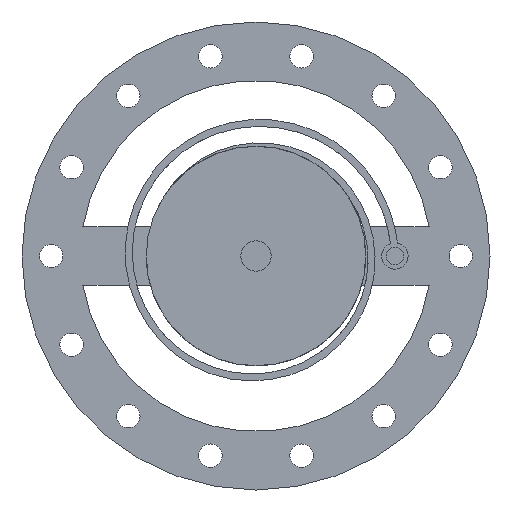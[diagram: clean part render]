
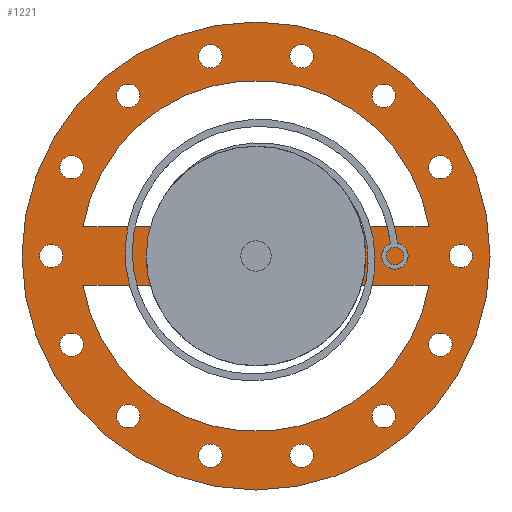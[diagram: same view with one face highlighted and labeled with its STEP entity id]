
A CAD part, front view. The second image highlights one B-rep face of the part: STEP entity #1221.
In plain terms, the highlighted planar face has unit normal (0, -1, 0).
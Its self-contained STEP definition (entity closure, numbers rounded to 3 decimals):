
#50=FACE_BOUND('',#248,.T.);
#51=FACE_BOUND('',#249,.T.);
#52=FACE_BOUND('',#250,.T.);
#53=FACE_BOUND('',#251,.T.);
#54=FACE_BOUND('',#252,.T.);
#55=FACE_BOUND('',#253,.T.);
#56=FACE_BOUND('',#254,.T.);
#57=FACE_BOUND('',#255,.T.);
#58=FACE_BOUND('',#256,.T.);
#59=FACE_BOUND('',#257,.T.);
#60=FACE_BOUND('',#258,.T.);
#61=FACE_BOUND('',#259,.T.);
#62=FACE_BOUND('',#260,.T.);
#63=FACE_BOUND('',#261,.T.);
#64=FACE_BOUND('',#262,.T.);
#96=PLANE('',#1354);
#159=FACE_OUTER_BOUND('',#247,.T.);
#247=EDGE_LOOP('',(#1096));
#248=EDGE_LOOP('',(#1097,#1098,#1099,#1100,#1101,#1102,#1103,#1104,#1105));
#249=EDGE_LOOP('',(#1106));
#250=EDGE_LOOP('',(#1107));
#251=EDGE_LOOP('',(#1108));
#252=EDGE_LOOP('',(#1109));
#253=EDGE_LOOP('',(#1110));
#254=EDGE_LOOP('',(#1111));
#255=EDGE_LOOP('',(#1112));
#256=EDGE_LOOP('',(#1113));
#257=EDGE_LOOP('',(#1114));
#258=EDGE_LOOP('',(#1115));
#259=EDGE_LOOP('',(#1116));
#260=EDGE_LOOP('',(#1117));
#261=EDGE_LOOP('',(#1118));
#262=EDGE_LOOP('',(#1119));
#335=LINE('',#2751,#440);
#339=LINE('',#2793,#444);
#358=LINE('',#2853,#463);
#361=LINE('',#2860,#466);
#440=VECTOR('',#1537,10.);
#444=VECTOR('',#1579,10.);
#463=VECTOR('',#1650,10.);
#466=VECTOR('',#1659,10.);
#494=CIRCLE('',#1289,10.);
#496=CIRCLE('',#1291,10.);
#498=CIRCLE('',#1293,10.);
#516=CIRCLE('',#1319,2.);
#517=CIRCLE('',#1321,2.);
#518=CIRCLE('',#1323,2.);
#519=CIRCLE('',#1325,2.);
#520=CIRCLE('',#1327,2.);
#521=CIRCLE('',#1329,2.);
#522=CIRCLE('',#1331,2.);
#523=CIRCLE('',#1333,2.);
#524=CIRCLE('',#1335,2.);
#525=CIRCLE('',#1337,2.);
#526=CIRCLE('',#1339,30.);
#527=CIRCLE('',#1342,30.);
#528=CIRCLE('',#1345,2.);
#529=CIRCLE('',#1347,2.);
#530=CIRCLE('',#1349,2.);
#531=CIRCLE('',#1351,2.);
#532=CIRCLE('',#1353,40.);
#584=VERTEX_POINT('',#2714);
#585=VERTEX_POINT('',#2716);
#588=VERTEX_POINT('',#2722);
#589=VERTEX_POINT('',#2724);
#592=VERTEX_POINT('',#2730);
#600=VERTEX_POINT('',#2749);
#619=VERTEX_POINT('',#2792);
#624=VERTEX_POINT('',#2810);
#625=VERTEX_POINT('',#2814);
#626=VERTEX_POINT('',#2818);
#627=VERTEX_POINT('',#2822);
#628=VERTEX_POINT('',#2826);
#629=VERTEX_POINT('',#2830);
#630=VERTEX_POINT('',#2834);
#631=VERTEX_POINT('',#2838);
#632=VERTEX_POINT('',#2842);
#633=VERTEX_POINT('',#2846);
#634=VERTEX_POINT('',#2852);
#635=VERTEX_POINT('',#2856);
#636=VERTEX_POINT('',#2862);
#637=VERTEX_POINT('',#2866);
#638=VERTEX_POINT('',#2870);
#639=VERTEX_POINT('',#2874);
#640=VERTEX_POINT('',#2878);
#720=EDGE_CURVE('',#585,#584,#494,.T.);
#724=EDGE_CURVE('',#589,#588,#496,.T.);
#728=EDGE_CURVE('',#584,#592,#498,.T.);
#737=EDGE_CURVE('',#588,#600,#335,.T.);
#758=EDGE_CURVE('',#619,#585,#339,.T.);
#767=EDGE_CURVE('',#624,#624,#516,.T.);
#769=EDGE_CURVE('',#625,#625,#517,.T.);
#771=EDGE_CURVE('',#626,#626,#518,.T.);
#773=EDGE_CURVE('',#627,#627,#519,.T.);
#775=EDGE_CURVE('',#628,#628,#520,.T.);
#777=EDGE_CURVE('',#629,#629,#521,.T.);
#779=EDGE_CURVE('',#630,#630,#522,.T.);
#781=EDGE_CURVE('',#631,#631,#523,.T.);
#783=EDGE_CURVE('',#632,#632,#524,.T.);
#785=EDGE_CURVE('',#633,#633,#525,.T.);
#787=EDGE_CURVE('',#600,#619,#526,.T.);
#788=EDGE_CURVE('',#634,#589,#358,.T.);
#790=EDGE_CURVE('',#635,#634,#527,.T.);
#792=EDGE_CURVE('',#592,#635,#361,.T.);
#793=EDGE_CURVE('',#636,#636,#528,.T.);
#795=EDGE_CURVE('',#637,#637,#529,.T.);
#797=EDGE_CURVE('',#638,#638,#530,.T.);
#799=EDGE_CURVE('',#639,#639,#531,.T.);
#801=EDGE_CURVE('',#640,#640,#532,.T.);
#1096=ORIENTED_EDGE('',*,*,#801,.T.);
#1097=ORIENTED_EDGE('',*,*,#724,.T.);
#1098=ORIENTED_EDGE('',*,*,#737,.T.);
#1099=ORIENTED_EDGE('',*,*,#787,.T.);
#1100=ORIENTED_EDGE('',*,*,#758,.T.);
#1101=ORIENTED_EDGE('',*,*,#720,.T.);
#1102=ORIENTED_EDGE('',*,*,#728,.T.);
#1103=ORIENTED_EDGE('',*,*,#792,.T.);
#1104=ORIENTED_EDGE('',*,*,#790,.T.);
#1105=ORIENTED_EDGE('',*,*,#788,.T.);
#1106=ORIENTED_EDGE('',*,*,#799,.T.);
#1107=ORIENTED_EDGE('',*,*,#797,.T.);
#1108=ORIENTED_EDGE('',*,*,#795,.T.);
#1109=ORIENTED_EDGE('',*,*,#793,.T.);
#1110=ORIENTED_EDGE('',*,*,#785,.T.);
#1111=ORIENTED_EDGE('',*,*,#783,.T.);
#1112=ORIENTED_EDGE('',*,*,#781,.T.);
#1113=ORIENTED_EDGE('',*,*,#779,.T.);
#1114=ORIENTED_EDGE('',*,*,#777,.T.);
#1115=ORIENTED_EDGE('',*,*,#775,.T.);
#1116=ORIENTED_EDGE('',*,*,#773,.T.);
#1117=ORIENTED_EDGE('',*,*,#771,.T.);
#1118=ORIENTED_EDGE('',*,*,#769,.T.);
#1119=ORIENTED_EDGE('',*,*,#767,.T.);
#1221=ADVANCED_FACE('',(#159,#50,#51,#52,#53,#54,#55,#56,#57,#58,#59,#60,
#61,#62,#63,#64),#96,.F.);
#1289=AXIS2_PLACEMENT_3D('',#2717,#1511,#1512);
#1291=AXIS2_PLACEMENT_3D('',#2725,#1517,#1518);
#1293=AXIS2_PLACEMENT_3D('',#2732,#1523,#1524);
#1319=AXIS2_PLACEMENT_3D('',#2811,#1596,#1597);
#1321=AXIS2_PLACEMENT_3D('',#2815,#1601,#1602);
#1323=AXIS2_PLACEMENT_3D('',#2819,#1606,#1607);
#1325=AXIS2_PLACEMENT_3D('',#2823,#1611,#1612);
#1327=AXIS2_PLACEMENT_3D('',#2827,#1616,#1617);
#1329=AXIS2_PLACEMENT_3D('',#2831,#1621,#1622);
#1331=AXIS2_PLACEMENT_3D('',#2835,#1626,#1627);
#1333=AXIS2_PLACEMENT_3D('',#2839,#1631,#1632);
#1335=AXIS2_PLACEMENT_3D('',#2843,#1636,#1637);
#1337=AXIS2_PLACEMENT_3D('',#2847,#1641,#1642);
#1339=AXIS2_PLACEMENT_3D('',#2850,#1646,#1647);
#1342=AXIS2_PLACEMENT_3D('',#2857,#1654,#1655);
#1345=AXIS2_PLACEMENT_3D('',#2863,#1662,#1663);
#1347=AXIS2_PLACEMENT_3D('',#2867,#1667,#1668);
#1349=AXIS2_PLACEMENT_3D('',#2871,#1672,#1673);
#1351=AXIS2_PLACEMENT_3D('',#2875,#1677,#1678);
#1353=AXIS2_PLACEMENT_3D('',#2879,#1682,#1683);
#1354=AXIS2_PLACEMENT_3D('',#2881,#1685,#1686);
#1511=DIRECTION('center_axis',(0.,1.,0.));
#1512=DIRECTION('ref_axis',(-1.,0.,0.));
#1517=DIRECTION('center_axis',(0.,1.,0.));
#1518=DIRECTION('ref_axis',(-1.,0.,0.));
#1523=DIRECTION('center_axis',(0.,1.,0.));
#1524=DIRECTION('ref_axis',(-1.,0.,0.));
#1537=DIRECTION('',(-1.,0.,0.));
#1579=DIRECTION('',(-1.,0.,0.));
#1596=DIRECTION('center_axis',(0.,1.,0.));
#1597=DIRECTION('ref_axis',(-1.,0.,0.));
#1601=DIRECTION('center_axis',(0.,1.,0.));
#1602=DIRECTION('ref_axis',(-1.,0.,0.));
#1606=DIRECTION('center_axis',(0.,1.,0.));
#1607=DIRECTION('ref_axis',(-1.,0.,0.));
#1611=DIRECTION('center_axis',(0.,1.,0.));
#1612=DIRECTION('ref_axis',(-1.,0.,0.));
#1616=DIRECTION('center_axis',(0.,1.,0.));
#1617=DIRECTION('ref_axis',(-1.,0.,0.));
#1621=DIRECTION('center_axis',(0.,1.,0.));
#1622=DIRECTION('ref_axis',(-1.,0.,0.));
#1626=DIRECTION('center_axis',(0.,1.,0.));
#1627=DIRECTION('ref_axis',(-1.,0.,0.));
#1631=DIRECTION('center_axis',(0.,1.,0.));
#1632=DIRECTION('ref_axis',(-1.,0.,0.));
#1636=DIRECTION('center_axis',(0.,1.,0.));
#1637=DIRECTION('ref_axis',(-1.,0.,0.));
#1641=DIRECTION('center_axis',(0.,1.,0.));
#1642=DIRECTION('ref_axis',(-1.,0.,0.));
#1646=DIRECTION('center_axis',(0.,1.,0.));
#1647=DIRECTION('ref_axis',(-1.,0.,0.));
#1650=DIRECTION('',(1.,0.,0.));
#1654=DIRECTION('center_axis',(0.,1.,0.));
#1655=DIRECTION('ref_axis',(-1.,0.,0.));
#1659=DIRECTION('',(1.,0.,0.));
#1662=DIRECTION('center_axis',(0.,1.,0.));
#1663=DIRECTION('ref_axis',(-1.,0.,0.));
#1667=DIRECTION('center_axis',(0.,1.,0.));
#1668=DIRECTION('ref_axis',(-1.,0.,0.));
#1672=DIRECTION('center_axis',(0.,1.,0.));
#1673=DIRECTION('ref_axis',(-1.,0.,0.));
#1677=DIRECTION('center_axis',(0.,1.,0.));
#1678=DIRECTION('ref_axis',(-1.,0.,0.));
#1682=DIRECTION('center_axis',(0.,-1.,0.));
#1683=DIRECTION('ref_axis',(-1.,0.,0.));
#1685=DIRECTION('center_axis',(0.,1.,0.));
#1686=DIRECTION('ref_axis',(-1.,0.,0.));
#2714=CARTESIAN_POINT('',(146.15,27.,0.));
#2716=CARTESIAN_POINT('',(144.81,27.,5.));
#2717=CARTESIAN_POINT('Origin',(136.15,27.,0.));
#2722=CARTESIAN_POINT('',(127.49,27.,5.));
#2724=CARTESIAN_POINT('',(127.49,27.,-5.));
#2725=CARTESIAN_POINT('Origin',(136.15,27.,0.));
#2730=CARTESIAN_POINT('',(144.81,27.,-5.));
#2732=CARTESIAN_POINT('Origin',(136.15,27.,0.));
#2749=CARTESIAN_POINT('',(106.57,27.,5.));
#2751=CARTESIAN_POINT('',(105.733,27.,5.));
#2792=CARTESIAN_POINT('',(165.73,27.,5.));
#2793=CARTESIAN_POINT('',(105.733,27.,5.));
#2810=CARTESIAN_POINT('',(116.328,27.,27.364));
#2811=CARTESIAN_POINT('Origin',(114.328,27.,27.364));
#2814=CARTESIAN_POINT('',(169.684,27.,-15.186));
#2815=CARTESIAN_POINT('Origin',(167.684,27.,-15.186));
#2818=CARTESIAN_POINT('',(106.616,27.,15.186));
#2819=CARTESIAN_POINT('Origin',(104.616,27.,15.186));
#2822=CARTESIAN_POINT('',(159.972,27.,-27.364));
#2823=CARTESIAN_POINT('Origin',(157.972,27.,-27.364));
#2826=CARTESIAN_POINT('',(173.15,27.,0.));
#2827=CARTESIAN_POINT('Origin',(171.15,27.,0.));
#2830=CARTESIAN_POINT('',(106.616,27.,-15.186));
#2831=CARTESIAN_POINT('Origin',(104.616,27.,-15.186));
#2834=CARTESIAN_POINT('',(169.684,27.,15.186));
#2835=CARTESIAN_POINT('Origin',(167.684,27.,15.186));
#2838=CARTESIAN_POINT('',(130.362,27.,34.122));
#2839=CARTESIAN_POINT('Origin',(128.362,27.,34.122));
#2842=CARTESIAN_POINT('',(103.15,27.,0.));
#2843=CARTESIAN_POINT('Origin',(101.15,27.,0.));
#2846=CARTESIAN_POINT('',(130.362,27.,-34.122));
#2847=CARTESIAN_POINT('Origin',(128.362,27.,-34.122));
#2850=CARTESIAN_POINT('Origin',(136.15,27.,0.));
#2852=CARTESIAN_POINT('',(106.57,27.,-5.));
#2853=CARTESIAN_POINT('',(166.567,27.,-5.));
#2856=CARTESIAN_POINT('',(165.73,27.,-5.));
#2857=CARTESIAN_POINT('Origin',(136.15,27.,0.));
#2860=CARTESIAN_POINT('',(166.567,27.,-5.));
#2862=CARTESIAN_POINT('',(159.972,27.,27.364));
#2863=CARTESIAN_POINT('Origin',(157.972,27.,27.364));
#2866=CARTESIAN_POINT('',(145.938,27.,-34.122));
#2867=CARTESIAN_POINT('Origin',(143.938,27.,-34.122));
#2870=CARTESIAN_POINT('',(116.328,27.,-27.364));
#2871=CARTESIAN_POINT('Origin',(114.328,27.,-27.364));
#2874=CARTESIAN_POINT('',(145.938,27.,34.122));
#2875=CARTESIAN_POINT('Origin',(143.938,27.,34.122));
#2878=CARTESIAN_POINT('',(176.15,27.,0.));
#2879=CARTESIAN_POINT('Origin',(136.15,27.,0.));
#2881=CARTESIAN_POINT('Origin',(136.15,27.,0.));
